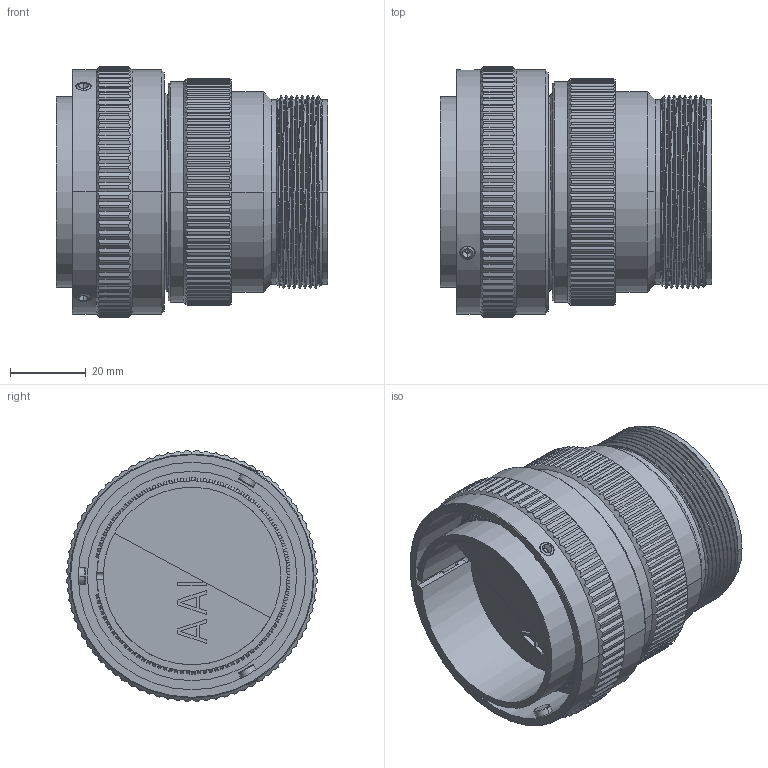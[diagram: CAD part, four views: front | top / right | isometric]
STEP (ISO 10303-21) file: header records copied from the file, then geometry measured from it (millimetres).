
FILE_DESCRIPTION((''),'2;1');
FILE_NAME('VG95234L-36_SW0001','2023-03-16T09:53:56',('paultorloting'),('NET AG system integration'),'CREO PARAMETRIC BY PTC INC, 2021404','CREO PARAMETRIC BY PTC INC, 2021404','');
FILE_SCHEMA(('AUTOMOTIVE_DESIGN { 1 0 10303 214 1 1 1 1 }'));
Products named in the file (1): VG95234L-36_SW0001
Bounding box: 71.5 x 66.04 x 66.04 mm (x, y, z)
Volume: 136537.6 mm3; surface area: 40288 mm2
Topology: 1 solids, 1 shells, 3017 faces, 8402 edges, 5218 vertices
Faces by surface type: bspline 1414, plane 856, cylinder 679, cone 62, torus 6
Entity records: 155837 total; most frequent: CARTESIAN_POINT 82331, ORIENTED_EDGE 16792, EDGE_CURVE 8396, DIRECTION 7636, VERTEX_POINT 5218, B_SPLINE_CURVE_WITH_KNOTS 4684, EDGE_LOOP 3252, VECTOR 3017
